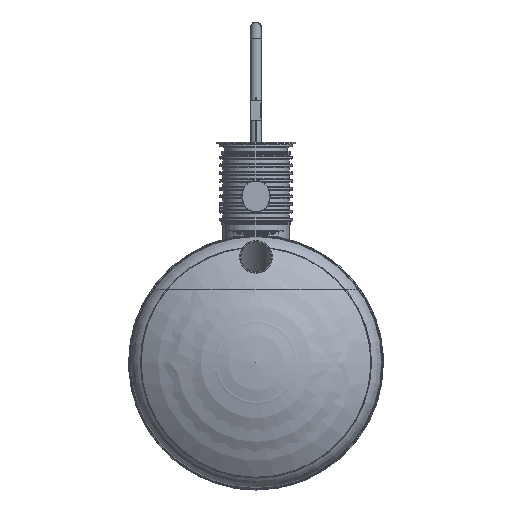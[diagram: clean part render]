
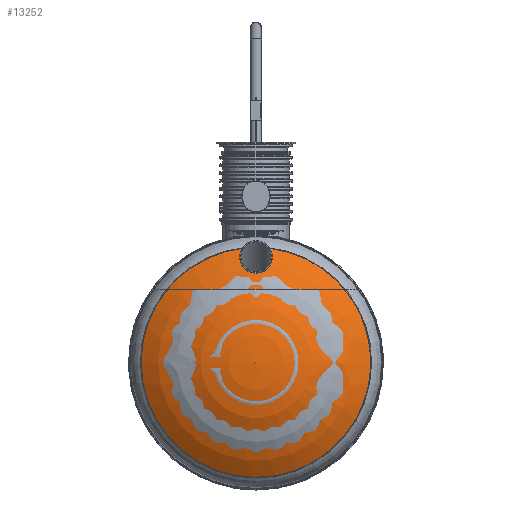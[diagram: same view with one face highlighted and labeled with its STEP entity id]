
A CAD part, front view. The second image highlights one B-rep face of the part: STEP entity #13252.
In plain terms, the highlighted toroidal (fillet/blend) face has major radius 3.957 mm and minor radius 2000 mm.
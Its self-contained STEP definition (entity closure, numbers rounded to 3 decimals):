
#1981=VERTEX_LOOP('',#8071);
#1983=DEGENERATE_TOROIDAL_SURFACE('',#14593,3.957,2000.,.F.);
#1993=B_SPLINE_CURVE_WITH_KNOTS('',3,(#20460,#20461,#20462,#20463,#20464,
#20465,#20466,#20467,#20468,#20469,#20470,#20471,#20472,#20473,#20474,#20475,
#20476,#20477,#20478,#20479,#20480,#20481,#20482,#20483,#20484,#20485,#20486,
#20487,#20488,#20489,#20490,#20491,#20492,#20493,#20494,#20495,#20496,#20497,
#20498,#20499,#20500,#20501,#20502,#20503,#20504,#20505,#20506,#20507,#20508,
#20509,#20510,#20511),.UNSPECIFIED.,.F.,.F.,(4,1,1,1,1,1,1,1,1,1,1,1,1,
1,1,1,1,1,1,1,1,1,1,1,1,1,1,1,1,1,1,1,1,1,1,1,1,1,1,1,1,1,1,1,1,1,1,1,1,
4),(0.,0.024,0.047,0.071,
0.083,0.095,0.119,0.142,
0.154,0.166,0.19,0.213,
0.225,0.237,0.261,0.273,
0.284,0.296,0.308,0.32,
0.332,0.344,0.356,0.367,
0.379,0.391,0.403,0.415,
0.427,0.438,0.45,0.462,
0.474,0.486,0.498,0.51,
0.521,0.533,0.545,0.569,
0.581,0.593,0.616,0.64,
0.652,0.664,0.687,0.711,0.735,
0.758),.UNSPECIFIED.);
#2533=ORIENTED_EDGE('',*,*,#6224,.F.);
#2534=ORIENTED_EDGE('',*,*,#6225,.T.);
#6224=EDGE_CURVE('',#8069,#8070,#9426,.T.);
#6225=EDGE_CURVE('',#8069,#8070,#1993,.T.);
#8069=VERTEX_POINT('',#20458);
#8070=VERTEX_POINT('',#20459);
#8071=VERTEX_POINT('',#20512);
#9426=CIRCLE('',#14594,1151.714);
#10226=EDGE_LOOP('',(#2533,#2534));
#11630=FACE_BOUND('',#10226,.T.);
#11631=FACE_BOUND('',#1981,.T.);
#13252=ADVANCED_FACE('',(#11630,#11631),#1983,.F.);
#14593=AXIS2_PLACEMENT_3D('',#20456,#16364,#16365);
#14594=AXIS2_PLACEMENT_3D('',#20457,#16366,#16367);
#16364=DIRECTION('',(0.,0.,-1.));
#16365=DIRECTION('',(-1.,0.,0.));
#16366=DIRECTION('',(0.,0.,-1.));
#16367=DIRECTION('',(-1.,0.,0.));
#20456=CARTESIAN_POINT('',(0.,0.,-1552.241));
#20457=CARTESIAN_POINT('',(0.,0.,80.066));
#20458=CARTESIAN_POINT('',(127.76,1144.606,80.066));
#20459=CARTESIAN_POINT('',(-127.76,1144.606,80.066));
#20460=CARTESIAN_POINT('',(127.76,1144.606,80.066));
#20461=CARTESIAN_POINT('',(131.934,1138.817,83.812));
#20462=CARTESIAN_POINT('',(139.312,1126.936,91.473));
#20463=CARTESIAN_POINT('',(147.759,1108.277,103.42));
#20464=CARTESIAN_POINT('',(152.711,1092.085,113.712));
#20465=CARTESIAN_POINT('',(155.422,1078.68,122.185));
#20466=CARTESIAN_POINT('',(157.241,1065.216,130.663));
#20467=CARTESIAN_POINT('',(157.876,1048.379,141.205));
#20468=CARTESIAN_POINT('',(156.361,1031.529,151.679));
#20469=CARTESIAN_POINT('',(153.79,1017.998,160.043));
#20470=CARTESIAN_POINT('',(150.351,1004.721,168.22));
#20471=CARTESIAN_POINT('',(144.443,988.586,178.106));
#20472=CARTESIAN_POINT('',(136.358,973.116,187.521));
#20473=CARTESIAN_POINT('',(128.429,961.113,194.793));
#20474=CARTESIAN_POINT('',(119.652,949.636,201.725));
#20475=CARTESIAN_POINT('',(109.659,939.026,208.106));
#20476=CARTESIAN_POINT('',(98.38,929.333,213.913));
#20477=CARTESIAN_POINT('',(89.201,922.527,217.981));
#20478=CARTESIAN_POINT('',(79.57,916.418,221.625));
#20479=CARTESIAN_POINT('',(69.478,910.997,224.852));
#20480=CARTESIAN_POINT('',(58.919,906.281,227.655));
#20481=CARTESIAN_POINT('',(47.878,902.296,230.02));
#20482=CARTESIAN_POINT('',(36.31,899.087,231.922));
#20483=CARTESIAN_POINT('',(24.65,896.79,233.282));
#20484=CARTESIAN_POINT('',(12.834,895.374,234.121));
#20485=CARTESIAN_POINT('',(0.896,894.848,234.431));
#20486=CARTESIAN_POINT('',(-11.248,895.247,234.196));
#20487=CARTESIAN_POINT('',(-23.165,896.561,233.418));
#20488=CARTESIAN_POINT('',(-34.853,898.752,232.12));
#20489=CARTESIAN_POINT('',(-46.312,901.806,230.311));
#20490=CARTESIAN_POINT('',(-57.569,905.739,227.977));
#20491=CARTESIAN_POINT('',(-68.272,910.409,225.202));
#20492=CARTESIAN_POINT('',(-78.486,915.788,222.));
#20493=CARTESIAN_POINT('',(-88.215,921.854,218.383));
#20494=CARTESIAN_POINT('',(-97.457,928.601,214.351));
#20495=CARTESIAN_POINT('',(-105.995,935.828,210.022));
#20496=CARTESIAN_POINT('',(-113.907,943.543,205.389));
#20497=CARTESIAN_POINT('',(-121.195,951.713,200.47));
#20498=CARTESIAN_POINT('',(-127.891,960.362,195.248));
#20499=CARTESIAN_POINT('',(-135.85,972.254,188.045));
#20500=CARTESIAN_POINT('',(-142.443,984.668,180.492));
#20501=CARTESIAN_POINT('',(-147.737,997.577,172.597));
#20502=CARTESIAN_POINT('',(-152.157,1010.804,164.481));
#20503=CARTESIAN_POINT('',(-155.939,1027.466,154.202));
#20504=CARTESIAN_POINT('',(-157.547,1044.338,143.718));
#20505=CARTESIAN_POINT('',(-157.515,1058.004,135.179));
#20506=CARTESIAN_POINT('',(-156.598,1071.57,126.67));
#20507=CARTESIAN_POINT('',(-153.839,1088.226,116.164));
#20508=CARTESIAN_POINT('',(-147.967,1107.769,103.745));
#20509=CARTESIAN_POINT('',(-139.369,1126.862,91.521));
#20510=CARTESIAN_POINT('',(-131.936,1138.813,83.814));
#20511=CARTESIAN_POINT('',(-127.76,1144.606,80.066));
#20512=CARTESIAN_POINT('',(0.,0.,447.755));
